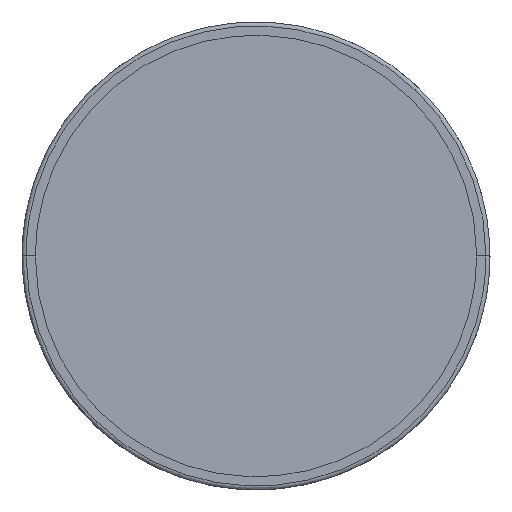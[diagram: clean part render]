
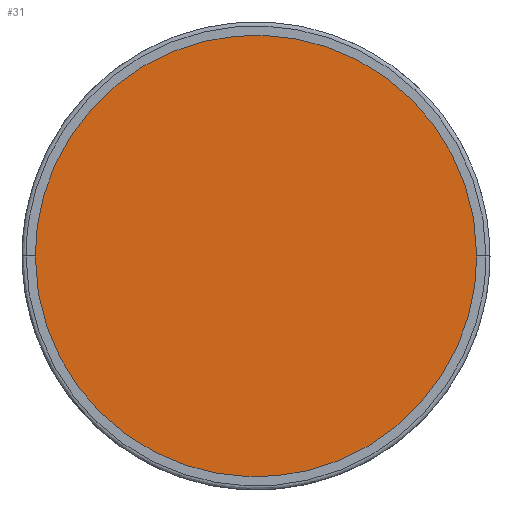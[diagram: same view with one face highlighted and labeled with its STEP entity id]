
A CAD part, top view. The second image highlights one B-rep face of the part: STEP entity #31.
In plain terms, the highlighted planar face has unit normal (0, 0, 1).
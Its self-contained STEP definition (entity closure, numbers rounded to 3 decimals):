
#31=ADVANCED_FACE('',(#46),#184,.T.);
#46=FACE_OUTER_BOUND('',#61,.T.);
#61=EDGE_LOOP('',(#109,#110));
#109=ORIENTED_EDGE('',*,*,#137,.T.);
#110=ORIENTED_EDGE('',*,*,#140,.T.);
#137=EDGE_CURVE('',#179,#181,#157,.T.);
#140=EDGE_CURVE('',#181,#179,#160,.T.);
#157=(
BOUNDED_CURVE()
B_SPLINE_CURVE(2,(#672,#673,#674,#675,#676),.UNSPECIFIED.,.F.,.F.)
B_SPLINE_CURVE_WITH_KNOTS((3,2,3),(0.,259.181,518.363),
 .UNSPECIFIED.)
CURVE()
GEOMETRIC_REPRESENTATION_ITEM()
RATIONAL_B_SPLINE_CURVE((1.,0.707,1.,0.707,1.))
REPRESENTATION_ITEM('')
);
#160=(
BOUNDED_CURVE()
B_SPLINE_CURVE(2,(#684,#685,#686,#687,#688),.UNSPECIFIED.,.F.,.F.)
B_SPLINE_CURVE_WITH_KNOTS((3,2,3),(518.363,777.544,1036.726),
 .UNSPECIFIED.)
CURVE()
GEOMETRIC_REPRESENTATION_ITEM()
RATIONAL_B_SPLINE_CURVE((1.,0.707,1.,0.707,1.))
REPRESENTATION_ITEM('')
);
#179=VERTEX_POINT('',#662);
#181=VERTEX_POINT('',#664);
#184=PLANE('',#219);
#219=AXIS2_PLACEMENT_3D('',#650,#225,$);
#225=DIRECTION('',(0.,0.,1.));
#650=CARTESIAN_POINT('',(4040.295,36.404,400.));
#662=CARTESIAN_POINT('',(3669.045,-169.846,400.));
#664=CARTESIAN_POINT('',(3999.045,-169.846,400.));
#672=CARTESIAN_POINT('',(3669.045,-169.846,400.));
#673=CARTESIAN_POINT('',(3669.045,-334.846,400.));
#674=CARTESIAN_POINT('',(3834.045,-334.846,400.));
#675=CARTESIAN_POINT('',(3999.045,-334.846,400.));
#676=CARTESIAN_POINT('',(3999.045,-169.846,400.));
#684=CARTESIAN_POINT('',(3999.045,-169.846,400.));
#685=CARTESIAN_POINT('',(3999.045,-4.846,400.));
#686=CARTESIAN_POINT('',(3834.045,-4.846,400.));
#687=CARTESIAN_POINT('',(3669.045,-4.846,400.));
#688=CARTESIAN_POINT('',(3669.045,-169.846,400.));
